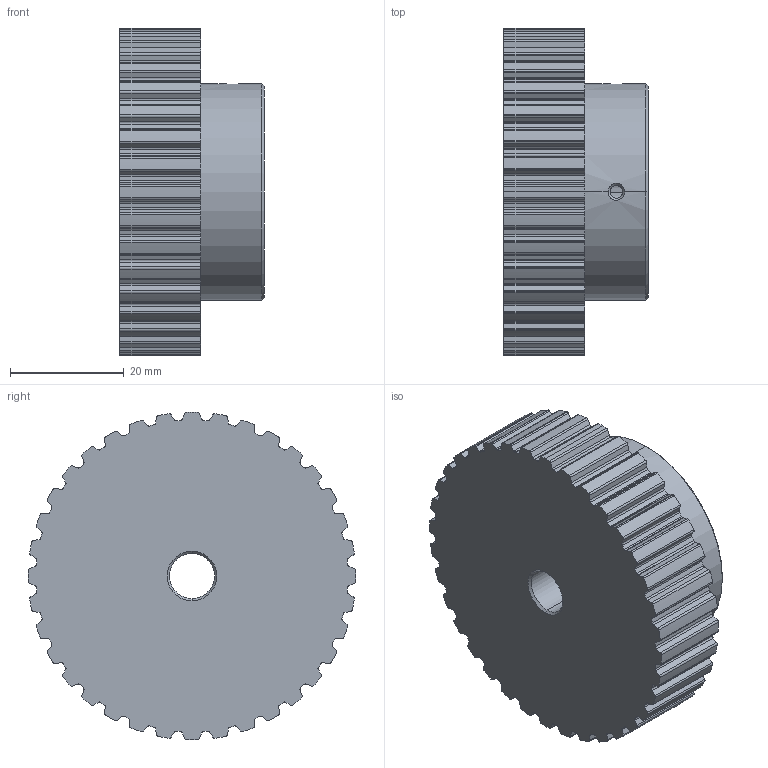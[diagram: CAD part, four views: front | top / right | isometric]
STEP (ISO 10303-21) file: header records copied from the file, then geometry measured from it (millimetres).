
FILE_DESCRIPTION (( 'STEP AP214' ), '1' );
FILE_NAME ('APB36XL037BF-312.step', '2015-04-08T21:04:10', ( '' ), ( '' ), 'SwSTEP 2.0', 'SolidWorks 2014', '' );
FILE_SCHEMA (( 'AUTOMOTIVE_DESIGN' ));
Length unit declared in the file: inch
Products named in the file (1): APB36XL037BF-312
Bounding box: 25.4 x 57.71 x 57.71 mm (x, y, z)
Volume: 47168.5 mm3; surface area: 10419.7 mm2
Topology: 1 solids, 1 shells, 334 faces, 988 edges, 655 vertices
Faces by surface type: cylinder 249, plane 75, cone 6, bspline 4
Entity records: 13557 total; most frequent: CARTESIAN_POINT 4133, DIRECTION 2127, ORIENTED_EDGE 1976, EDGE_CURVE 988, AXIS2_PLACEMENT_3D 827, VERTEX_POINT 655, CIRCLE 496, LINE 473
